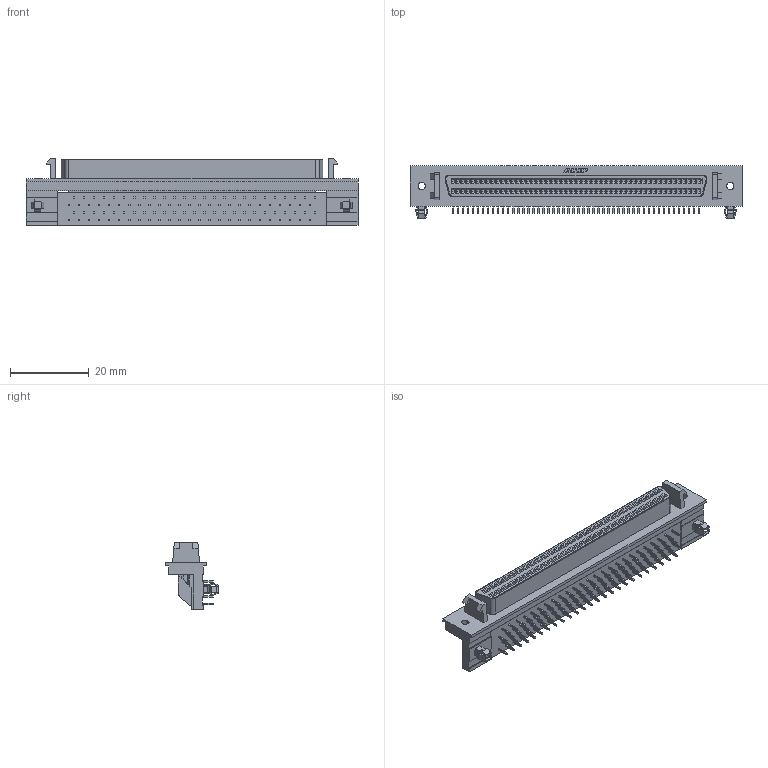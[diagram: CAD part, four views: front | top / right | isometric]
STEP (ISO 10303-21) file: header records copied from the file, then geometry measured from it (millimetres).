
FILE_DESCRIPTION (( 'STEP AP214' ), '1' );
FILE_NAME ('1-787082-8.STEP', '2022-02-24T20:20:40', ( '' ), ( '' ), 'SwSTEP 2.0', 'SolidWorks 2020', '' );
FILE_SCHEMA (( 'AUTOMOTIVE_DESIGN' ));
Length unit declared in the file: inch
Products named in the file (2): 1-787082-8; 1.stp
Assembly tree (1 placements, depth 2):
  1-787082-8
    1.stp
Bounding box: 84.2 x 13.31 x 16.87 mm (x, y, z)
Volume: 7339.7 mm3; surface area: 5747.3 mm2
Topology: 1 solids, 1 shells, 1277 faces, 3174 edges, 2114 vertices
Faces by surface type: plane 1219, cylinder 56, bspline 2
Entity records: 37321 total; most frequent: CARTESIAN_POINT 6608, ORIENTED_EDGE 6348, DIRECTION 5837, EDGE_CURVE 3174, VECTOR 3055, LINE 3055, VERTEX_POINT 2114, EDGE_LOOP 1500
